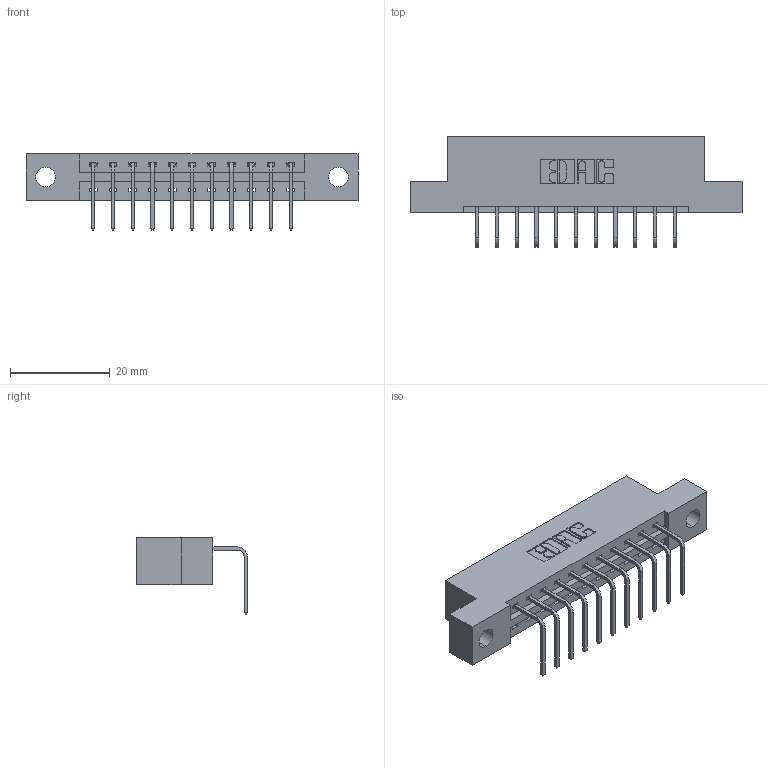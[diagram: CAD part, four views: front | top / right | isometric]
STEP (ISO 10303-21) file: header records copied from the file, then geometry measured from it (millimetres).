
FILE_DESCRIPTION (( 'STEP AP203' ), '1' );
FILE_NAME ('387-011-558-104.STEP', '2018-09-10T08:59:36', ( '' ), ( '' ), 'SwSTEP 2.0', 'SolidWorks 2016', '' );
FILE_SCHEMA (( 'CONFIG_CONTROL_DESIGN' ));
Length unit declared in the file: inch
Products named in the file (3): 337 Part_Flush Mounting Lugs - 0.156 Dia-TH; 345-292-001_558 Tail - 2; 387-011-558-104
Assembly tree (12 placements, depth 2):
  387-011-558-104
    337 Part_Flush Mounting Lugs - 0.156 Dia-TH
    345-292-001_558 Tail - 2  x11
Bounding box: 66.6 x 22.17 x 15.37 mm (x, y, z)
Volume: 6482.7 mm3; surface area: 6547.3 mm2
Topology: 12 solids, 12 shells, 818 faces, 2445 edges, 1614 vertices
Faces by surface type: plane 598, cylinder 220
Entity records: 12273 total; most frequent: CARTESIAN_POINT 2143, ORIENTED_EDGE 2090, DIRECTION 1867, EDGE_CURVE 1045, LINE 917, VECTOR 917, VERTEX_POINT 694, AXIS2_PLACEMENT_3D 475
